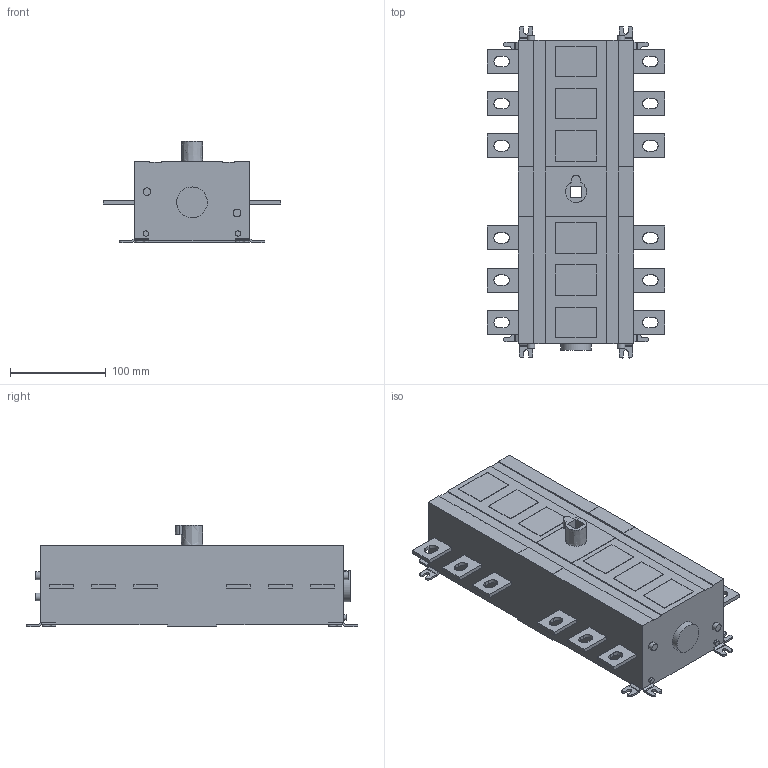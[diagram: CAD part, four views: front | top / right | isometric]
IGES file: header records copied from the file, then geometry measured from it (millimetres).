
Global section: file name: OT315E33_palikkamalli.igs; preprocessor: I-DEAS 3D IGES Translator 11; date: 20090608.153535; units: millimetre
Bounding box: 185 x 346 x 105.5 mm (x, y, z)
Volume: 3167319.1 mm3; surface area: 184121.4 mm2
Topology: 1 solids, 1 shells, 462 faces, 1245 edges, 824 vertices
Faces by surface type: bspline 462
